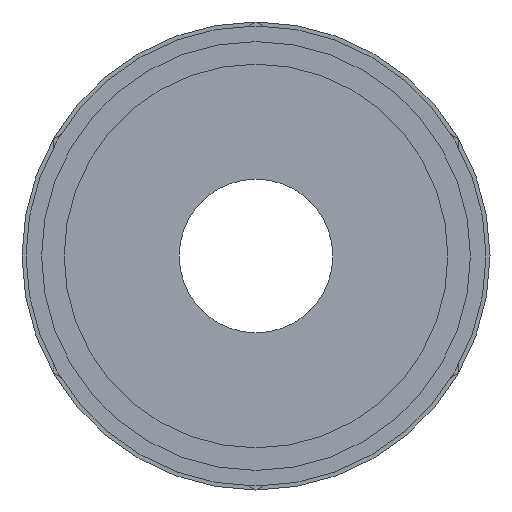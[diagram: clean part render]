
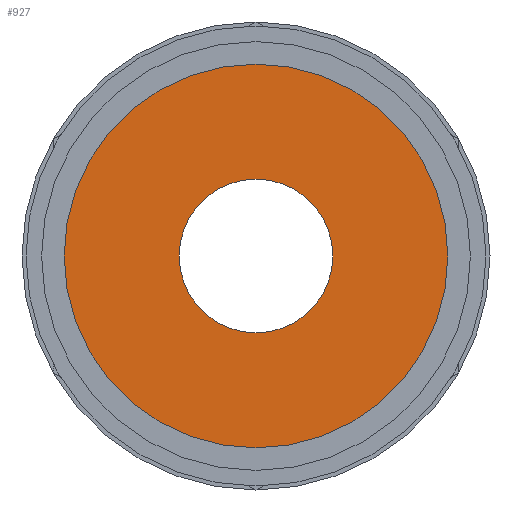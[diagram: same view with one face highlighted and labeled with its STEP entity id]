
A CAD part, front view. The second image highlights one B-rep face of the part: STEP entity #927.
In plain terms, the highlighted planar face has unit normal (0, -1, 0).
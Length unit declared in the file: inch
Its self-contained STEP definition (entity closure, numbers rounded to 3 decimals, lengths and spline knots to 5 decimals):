
#31 = EDGE_CURVE ( 'NONE', #542, #347, #207, .T. ) ;
#36 = EDGE_CURVE ( 'NONE', #363, #364, #200, .T. ) ;
#40 = EDGE_CURVE ( 'NONE', #347, #542, #198, .T. ) ;
#65 = EDGE_CURVE ( 'NONE', #364, #363, #160, .T. ) ;
#160 = CIRCLE ( 'NONE', #371, 0.0575 ) ;
#198 = CIRCLE ( 'NONE', #425, 0.1435 ) ;
#200 = CIRCLE ( 'NONE', #428, 0.0575 ) ;
#207 = CIRCLE ( 'NONE', #438, 0.1435 ) ;
#290 = EDGE_LOOP ( 'NONE', ( #713, #778 ) ) ;
#298 = EDGE_LOOP ( 'NONE', ( #731, #749 ) ) ;
#347 = VERTEX_POINT ( 'NONE', #1464 ) ;
#363 = VERTEX_POINT ( 'NONE', #1447 ) ;
#364 = VERTEX_POINT ( 'NONE', #1446 ) ;
#371 = AXIS2_PLACEMENT_3D ( 'NONE', #1024, #1025, #1022 ) ;
#425 = AXIS2_PLACEMENT_3D ( 'NONE', #1243, #1239, #1236 ) ;
#428 = AXIS2_PLACEMENT_3D ( 'NONE', #1295, #1291, #1288 ) ;
#438 = AXIS2_PLACEMENT_3D ( 'NONE', #1399, #1397, #1396 ) ;
#510 = AXIS2_PLACEMENT_3D ( 'NONE', #1308, #1302, #1301 ) ;
#542 = VERTEX_POINT ( 'NONE', #1333 ) ;
#713 = ORIENTED_EDGE ( 'NONE', *, *, #40, .F. ) ;
#731 = ORIENTED_EDGE ( 'NONE', *, *, #36, .T. ) ;
#749 = ORIENTED_EDGE ( 'NONE', *, *, #65, .T. ) ;
#778 = ORIENTED_EDGE ( 'NONE', *, *, #31, .F. ) ;
#913 = FACE_OUTER_BOUND ( 'NONE', #290, .T. ) ;
#915 = FACE_BOUND ( 'NONE', #298, .T. ) ;
#927 = ADVANCED_FACE ( 'NONE', ( #915, #913 ), #1304, .T. ) ;
#1022 = DIRECTION ( 'NONE',  ( 0., 0., 1. ) ) ;
#1024 = CARTESIAN_POINT ( 'NONE',  ( 0., -0.35471, 0. ) ) ;
#1025 = DIRECTION ( 'NONE',  ( 0., 1., 0. ) ) ;
#1236 = DIRECTION ( 'NONE',  ( 0., 0., 1. ) ) ;
#1239 = DIRECTION ( 'NONE',  ( 0., 1., 0. ) ) ;
#1243 = CARTESIAN_POINT ( 'NONE',  ( 0., -0.35471, 0. ) ) ;
#1288 = DIRECTION ( 'NONE',  ( 0., 0., 1. ) ) ;
#1291 = DIRECTION ( 'NONE',  ( 0., 1., 0. ) ) ;
#1295 = CARTESIAN_POINT ( 'NONE',  ( 0., -0.35471, 0. ) ) ;
#1301 = DIRECTION ( 'NONE',  ( 0., 0., -1. ) ) ;
#1302 = DIRECTION ( 'NONE',  ( 0., -1., 0. ) ) ;
#1304 = PLANE ( 'NONE',  #510 ) ;
#1308 = CARTESIAN_POINT ( 'NONE',  ( -0.0575, -0.35471, 0. ) ) ;
#1333 = CARTESIAN_POINT ( 'NONE',  ( 0., -0.35471, -0.1435 ) ) ;
#1396 = DIRECTION ( 'NONE',  ( 0., 0., 1. ) ) ;
#1397 = DIRECTION ( 'NONE',  ( 0., 1., 0. ) ) ;
#1399 = CARTESIAN_POINT ( 'NONE',  ( 0., -0.35471, 0. ) ) ;
#1446 = CARTESIAN_POINT ( 'NONE',  ( 0., -0.35471, -0.0575 ) ) ;
#1447 = CARTESIAN_POINT ( 'NONE',  ( 0., -0.35471, 0.0575 ) ) ;
#1464 = CARTESIAN_POINT ( 'NONE',  ( 0., -0.35471, 0.1435 ) ) ;
